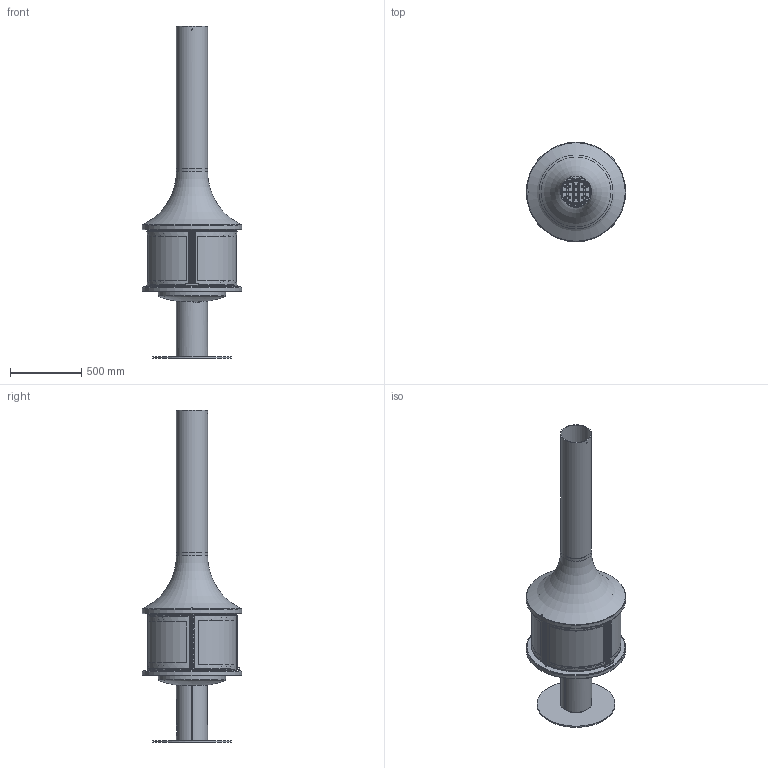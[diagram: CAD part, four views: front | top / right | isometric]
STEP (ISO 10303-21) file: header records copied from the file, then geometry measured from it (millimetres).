
FILE_DESCRIPTION(('STEP AP214'),'1');
FILE_NAME(' sur pied.stp','2017-01-10T08:17:06',(' '),(' '),'Spatial InterOp 3D',' ',' ');
FILE_SCHEMA(('automotive_design'));
Length unit declared in the file: millimetre
Products named in the file (81): Grille 998 C - Copie; 998 Pare-bûche fonte C; Grille elliptique; demi grille 98 avec plot C2; demi grille 98 avec plot C1 - Copie; MONTANT; MONTANT (Miroir); plateau; baguette vitre fixe; baguette vitre fixe ARGD; baguette vitre fixe ARDD; baguette vitre fixe ARDD (Miroir); baguette vitre AV; hotte; grille; loquet de fermeture; Conduit 1000; baguette vitre AV (Miroir); fonte haute et basse 8; fonte haute et basse 7; fonte haute et basse 6; fonte haute et basse 5; fonte haute et basse 4; fonte haute et basse 3; fonte haute et basse 2 2; Léa 998 Centrale Foyer Fermé Sérigraphié sur pied; Léa 998 Centrale Foyer Fermé Sérigraphié; Léa 998 Centrale Foyer Fermé Sérigraphié-1; fonte haute et basse 3 2; fonte haute et basse; fonte haute et basse 2; porte gauche SR base 8; porte gauche SR base 7; porte gauche SR base 6; porte gauche SR base 5; porte gauche SR base 4; porte gauche SR base 3; porte gauche SR base 2; porte gauche SR base; arrière droite SR base  7 ...
Assembly tree (80 placements, depth 6):
  (unnamed)
    Grille 998 C - Copie
      998 Pare-bûche fonte C
      Grille elliptique
      demi grille 98 avec plot C2
      demi grille 98 avec plot C1 - Copie
    MONTANT
    MONTANT (Miroir)
    plateau
    baguette vitre fixe
    baguette vitre fixe ARGD
    baguette vitre fixe ARDD
    baguette vitre fixe ARDD (Miroir)
    baguette vitre AV
    hotte
    grille
    loquet de fermeture
    Conduit 1000
    baguette vitre AV (Miroir)
    fonte haute et basse 8
      fonte haute et basse 7
      fonte haute et basse 6
      fonte haute et basse 5
      fonte haute et basse 4
      fonte haute et basse 3
      fonte haute et basse 2 2
      Léa 998 Centrale Foyer Fermé Sérigraphié-1
        Léa 998 Centrale Foyer Fermé Sérigraphié
          Léa 998 Centrale Foyer Fermé Sérigraphié sur pied
            Léa 998 Centrale Foyer Fermé Sérigraphié sur pied
            Léa 998 Centrale Foyer Fermé Sérigraphié sur pied
            Léa 998 Centrale Foyer Fermé Sérigraphié sur pied
            Léa 998 Centrale Foyer Fermé Sérigraphié sur pied
            Léa 998 Centrale Foyer Fermé Sérigraphié sur pied
            Léa 998 Centrale Foyer Fermé Sérigraphié sur pied
            Léa 998 Centrale Foyer Fermé Sérigraphié sur pied
            Léa 998 Centrale Foyer Fermé Sérigraphié sur pied
            Léa 998 Centrale Foyer Fermé Sérigraphié sur pied
            Léa 998 Centrale Foyer Fermé Sérigraphié sur pied
            Léa 998 Centrale Foyer Fermé Sérigraphié sur pied
            Léa 998 Centrale Foyer Fermé Sérigraphié sur pied
            Léa 998 Centrale Foyer Fermé Sérigraphié sur pied
            Léa 998 Centrale Foyer Fermé Sérigraphié sur pied
            Léa 998 Centrale Foyer Fermé Sérigraphié sur pied
            Léa 998 Centrale Foyer Fermé Sérigraphié sur pied
      fonte haute et basse 3 2
        fonte haute et basse
        fonte haute et basse 2
    porte gauche SR base 8
      porte gauche SR base 7
      porte gauche SR base 6
      porte gauche SR base 5
      porte gauche SR base 4
      porte gauche SR base 3
      porte gauche SR base 2
      porte gauche SR base
    arrière droite SR base  7
      arrière droite SR base  6
      arrière droite SR base  5
      arrière droite SR base  4
Bounding box: 700 x 700 x 2337.94 mm (x, y, z)
Volume: 23655799.1 mm3; surface area: 25375104.8 mm2
Topology: 53 solids, 69 shells, 5652 faces, 14320 edges, 8564 vertices
Faces by surface type: plane 1708, cylinder 1428, bspline 1141, extrusion 436, torus 336, cone 303, sphere 300
Full cylindrical faces by diameter (mm): 3.5 x32, 4 x39, 4.2 x18, 5 x36, 6 x2, 7 x5, 8.5 x1, 9 x6, 9.2 x1, 10 x4, 10.5 x4, 213 x2, 219 x2, 470 x1, 504 x1, 550 x1, 674 x1, 694 x2, 700 x2
Entity records: 333927 total; most frequent: CARTESIAN_POINT 162223, ORIENTED_EDGE 27157, DIRECTION 23513, EDGE_CURVE 13598, AXIS2_PLACEMENT_3D 8758, VERTEX_POINT 8461, EDGE_LOOP 6405, VECTOR 5997
